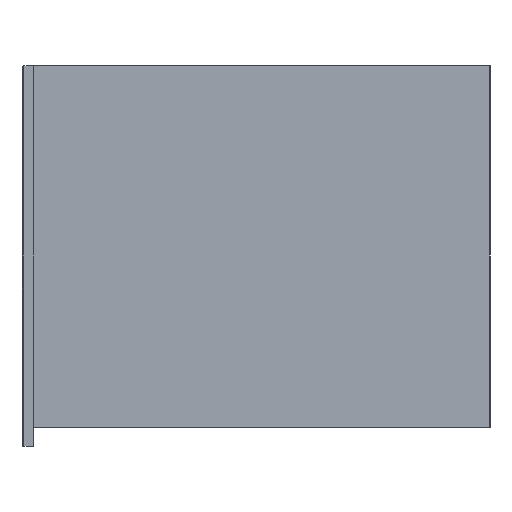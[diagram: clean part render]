
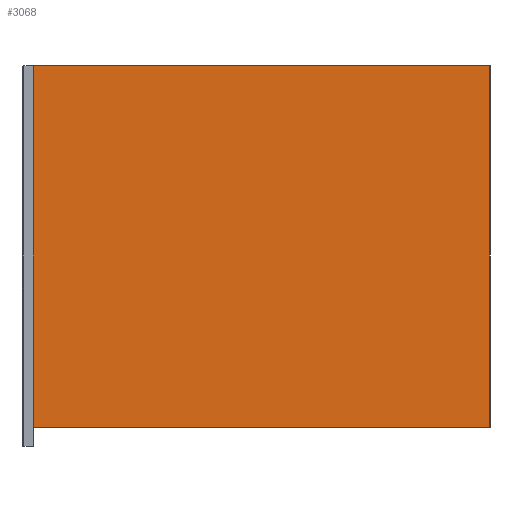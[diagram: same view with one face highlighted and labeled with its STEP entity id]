
A CAD part, left-side view. The second image highlights one B-rep face of the part: STEP entity #3068.
In plain terms, the highlighted planar face has unit normal (-1, 0, 0).
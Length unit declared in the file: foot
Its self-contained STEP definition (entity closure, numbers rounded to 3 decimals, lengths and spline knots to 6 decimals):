
#1785=PLANE('',#3161);
#1877=VECTOR('',#3318,1.);
#1881=VECTOR('',#3323,1.);
#1884=VECTOR('',#3327,1.);
#1886=VECTOR('',#3330,1.);
#2049=LINE('',#3688,#1877);
#2053=LINE('',#3696,#1881);
#2056=LINE('',#3702,#1884);
#2058=LINE('',#3705,#1886);
#2218=VERTEX_POINT('',#3687);
#2219=VERTEX_POINT('',#3689);
#2221=VERTEX_POINT('',#3695);
#2223=VERTEX_POINT('',#3701);
#2351=EDGE_CURVE('',#2219,#2218,#2049,.T.);
#2355=EDGE_CURVE('',#2218,#2221,#2053,.T.);
#2358=EDGE_CURVE('',#2221,#2223,#2056,.T.);
#2360=EDGE_CURVE('',#2223,#2219,#2058,.T.);
#2568=ORIENTED_EDGE('',*,*,#2360,.T.);
#2569=ORIENTED_EDGE('',*,*,#2351,.T.);
#2570=ORIENTED_EDGE('',*,*,#2355,.T.);
#2571=ORIENTED_EDGE('',*,*,#2358,.T.);
#2884=EDGE_LOOP('',(#2568,#2569,#2570,#2571));
#2976=FACE_BOUND('',#2884,.T.);
#3068=ADVANCED_FACE('',(#2976),#1785,.F.);
#3161=AXIS2_PLACEMENT_3D('',#3707,#3332,$);
#3318=DIRECTION('',(0.,0.,-1.));
#3323=DIRECTION('',(0.,-1.,0.));
#3327=DIRECTION('',(0.,0.,1.));
#3330=DIRECTION('',(0.,1.,0.));
#3332=DIRECTION('',(1.,0.,0.));
#3687=CARTESIAN_POINT('',(-0.026042,2.5,-0.989583));
#3688=CARTESIAN_POINT('',(-0.026042,2.5,0.989583));
#3689=CARTESIAN_POINT('',(-0.026042,2.5,0.989583));
#3695=CARTESIAN_POINT('',(-0.026042,0.,-0.989583));
#3696=CARTESIAN_POINT('',(-0.026042,2.5,-0.989583));
#3701=CARTESIAN_POINT('',(-0.026042,0.,0.989583));
#3702=CARTESIAN_POINT('',(-0.026042,0.,-0.989583));
#3705=CARTESIAN_POINT('',(-0.026042,0.,0.989583));
#3707=CARTESIAN_POINT('',(-0.026042,1.25,0.));
